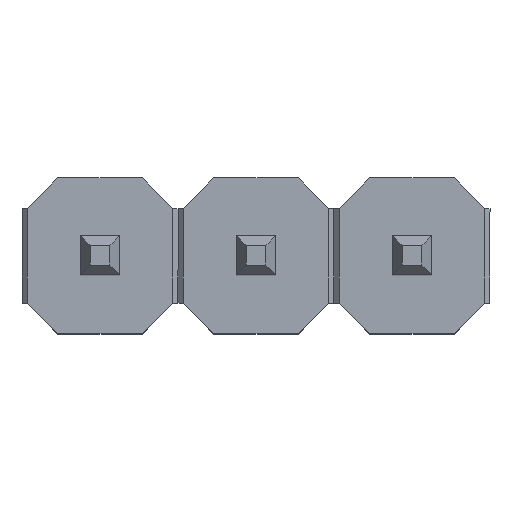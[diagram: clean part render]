
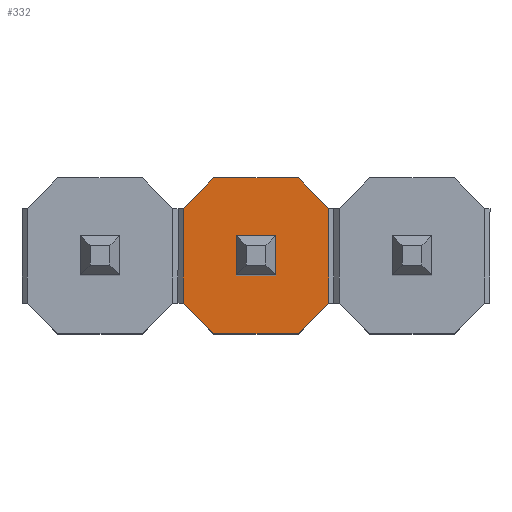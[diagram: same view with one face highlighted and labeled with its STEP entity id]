
A CAD part, top view. The second image highlights one B-rep face of the part: STEP entity #332.
In plain terms, the highlighted planar face has unit normal (0, 0, 1).
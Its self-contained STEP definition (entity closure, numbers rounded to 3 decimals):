
#332=ADVANCED_FACE('',(#956),#958,.T.);
#956=FACE_BOUND('',#957,.T.);
#957=EDGE_LOOP('',(#1436,#1437,#1438,#1439,#1440,#1441,#1442,#1443));
#958=PLANE('',#959);
#959=AXIS2_PLACEMENT_3D('',#960,#961,#962);
#960=CARTESIAN_POINT('',(5.08,0.,2.5));
#961=DIRECTION('',(0.,0.,1.));
#962=DIRECTION('',(1.,0.,0.));
#1436=ORIENTED_EDGE('',*,*,#1744,.T.);
#1437=ORIENTED_EDGE('',*,*,#1707,.T.);
#1438=ORIENTED_EDGE('',*,*,#1745,.T.);
#1439=ORIENTED_EDGE('',*,*,#1711,.T.);
#1440=ORIENTED_EDGE('',*,*,#1746,.T.);
#1441=ORIENTED_EDGE('',*,*,#1724,.T.);
#1442=ORIENTED_EDGE('',*,*,#1747,.T.);
#1443=ORIENTED_EDGE('',*,*,#1727,.T.);
#1707=EDGE_CURVE('',#1879,#1877,#1880,.T.);
#1711=EDGE_CURVE('',#1887,#1885,#1888,.T.);
#1724=EDGE_CURVE('',#1897,#1905,#1907,.T.);
#1727=EDGE_CURVE('',#1913,#1911,#1914,.T.);
#1744=EDGE_CURVE('',#1911,#1879,#1940,.F.);
#1745=EDGE_CURVE('',#1877,#1887,#1941,.T.);
#1746=EDGE_CURVE('',#1885,#1897,#1942,.F.);
#1747=EDGE_CURVE('',#1905,#1913,#1943,.T.);
#1877=VERTEX_POINT('',#2149);
#1879=VERTEX_POINT('',#2153);
#1880=LINE('',#2154,#2155);
#1885=VERTEX_POINT('',#2165);
#1887=VERTEX_POINT('',#2169);
#1888=LINE('',#2170,#2171);
#1897=VERTEX_POINT('',#2193);
#1905=VERTEX_POINT('',#2211);
#1907=LINE('',#2215,#2216);
#1911=VERTEX_POINT('',#2223);
#1913=VERTEX_POINT('',#2227);
#1914=LINE('',#2228,#2229);
#1940=LINE('',#2288,#2289);
#1941=LINE('',#2291,#2292);
#1942=LINE('',#2294,#2295);
#1943=LINE('',#2297,#2298);
#2149=CARTESIAN_POINT('',(3.225,1.27,2.5));
#2153=CARTESIAN_POINT('',(3.725,0.77,2.5));
#2154=CARTESIAN_POINT('',(3.725,0.77,2.5));
#2155=VECTOR('',#2156,1.);
#2156=DIRECTION('',(-0.707,0.707,0.));
#2165=CARTESIAN_POINT('',(1.355,0.77,2.5));
#2169=CARTESIAN_POINT('',(1.855,1.27,2.5));
#2170=CARTESIAN_POINT('',(1.855,1.27,2.5));
#2171=VECTOR('',#2172,1.);
#2172=DIRECTION('',(-0.707,-0.707,0.));
#2193=CARTESIAN_POINT('',(1.355,-0.77,2.5));
#2211=CARTESIAN_POINT('',(1.855,-1.27,2.5));
#2215=CARTESIAN_POINT('',(1.355,-0.77,2.5));
#2216=VECTOR('',#2217,1.);
#2217=DIRECTION('',(0.707,-0.707,0.));
#2223=CARTESIAN_POINT('',(3.725,-0.77,2.5));
#2227=CARTESIAN_POINT('',(3.225,-1.27,2.5));
#2228=CARTESIAN_POINT('',(3.225,-1.27,2.5));
#2229=VECTOR('',#2230,1.);
#2230=DIRECTION('',(0.707,0.707,0.));
#2288=CARTESIAN_POINT('',(3.725,0.77,2.5));
#2289=VECTOR('',#2290,1.);
#2290=DIRECTION('',(0.,-1.,0.));
#2291=CARTESIAN_POINT('',(3.225,1.27,2.5));
#2292=VECTOR('',#2293,1.);
#2293=DIRECTION('',(-1.,0.,0.));
#2294=CARTESIAN_POINT('',(1.355,-0.77,2.5));
#2295=VECTOR('',#2296,1.);
#2296=DIRECTION('',(0.,1.,0.));
#2297=CARTESIAN_POINT('',(1.855,-1.27,2.5));
#2298=VECTOR('',#2299,1.);
#2299=DIRECTION('',(1.,0.,0.));
